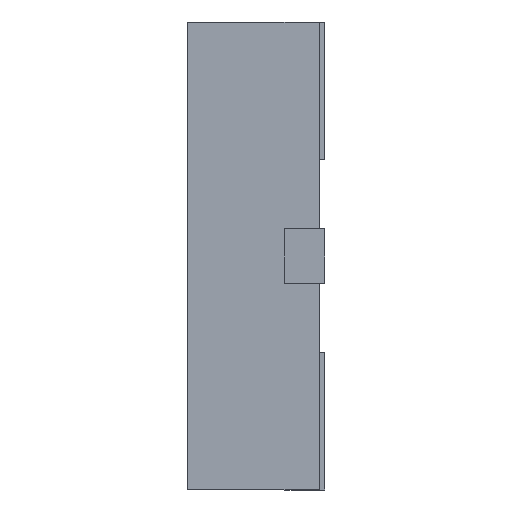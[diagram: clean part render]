
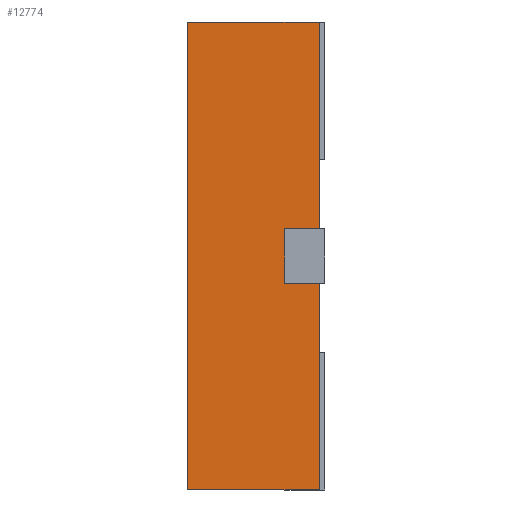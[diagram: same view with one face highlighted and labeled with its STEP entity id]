
A CAD part, left-side view. The second image highlights one B-rep face of the part: STEP entity #12774.
In plain terms, the highlighted planar face has unit normal (-1, 0, 0).
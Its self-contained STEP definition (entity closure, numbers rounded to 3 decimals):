
#75 = DIRECTION ( 'NONE',  ( 0., 1., 0. ) ) ;
#176 = CARTESIAN_POINT ( 'NONE',  ( -1., 0.48, 0.85 ) ) ;
#763 = VECTOR ( 'NONE', #9124, 1000. ) ;
#908 = ORIENTED_EDGE ( 'NONE', *, *, #12734, .T. ) ;
#964 = VERTEX_POINT ( 'NONE', #9770 ) ;
#1006 = VECTOR ( 'NONE', #75, 1000. ) ;
#1230 = VERTEX_POINT ( 'NONE', #10542 ) ;
#1267 = VECTOR ( 'NONE', #8663, 1000. ) ;
#1397 = DIRECTION ( 'NONE',  ( 0., 0., 1. ) ) ;
#1524 = DIRECTION ( 'NONE',  ( 0., 0., 1. ) ) ;
#1546 = EDGE_CURVE ( 'NONE', #964, #8150, #8144, .T. ) ;
#1641 = LINE ( 'NONE', #4662, #1267 ) ;
#1819 = VERTEX_POINT ( 'NONE', #9511 ) ;
#1919 = ORIENTED_EDGE ( 'NONE', *, *, #1546, .T. ) ;
#2348 = LINE ( 'NONE', #176, #8155 ) ;
#2667 = VERTEX_POINT ( 'NONE', #11296 ) ;
#2684 = DIRECTION ( 'NONE',  ( 1., 0., 0. ) ) ;
#3411 = PLANE ( 'NONE',  #7929 ) ;
#3487 = VECTOR ( 'NONE', #6261, 1000. ) ;
#3490 = EDGE_CURVE ( 'NONE', #964, #10496, #2348, .T. ) ;
#3796 = LINE ( 'NONE', #6818, #4020 ) ;
#4020 = VECTOR ( 'NONE', #4057, 1000. ) ;
#4027 = CARTESIAN_POINT ( 'NONE',  ( -1., 0., -0.1 ) ) ;
#4030 = CARTESIAN_POINT ( 'NONE',  ( -1., 0.48, 0.1 ) ) ;
#4057 = DIRECTION ( 'NONE',  ( 0., 0., 1. ) ) ;
#4299 = EDGE_CURVE ( 'NONE', #9917, #2667, #11306, .T. ) ;
#4507 = EDGE_CURVE ( 'NONE', #2667, #1819, #10393, .T. ) ;
#4662 = CARTESIAN_POINT ( 'NONE',  ( -1., 0.48, 0.85 ) ) ;
#5077 = CARTESIAN_POINT ( 'NONE',  ( -1., 0.48, -0.1 ) ) ;
#5121 = CARTESIAN_POINT ( 'NONE',  ( -1., 0.48, -0.85 ) ) ;
#5728 = EDGE_CURVE ( 'NONE', #1230, #9917, #3796, .T. ) ;
#6078 = EDGE_LOOP ( 'NONE', ( #7835, #9043, #11477, #12931, #7480, #1919, #12934, #908 ) ) ;
#6261 = DIRECTION ( 'NONE',  ( 0., -1., 0. ) ) ;
#6377 = VECTOR ( 'NONE', #1524, 1000. ) ;
#6428 = VECTOR ( 'NONE', #1397, 1000. ) ;
#6652 = CARTESIAN_POINT ( 'NONE',  ( -1., 0., 0.85 ) ) ;
#6818 = CARTESIAN_POINT ( 'NONE',  ( -1., 0.125, 0.85 ) ) ;
#6953 = VERTEX_POINT ( 'NONE', #4027 ) ;
#7480 = ORIENTED_EDGE ( 'NONE', *, *, #3490, .F. ) ;
#7508 = LINE ( 'NONE', #9609, #6377 ) ;
#7602 = EDGE_CURVE ( 'NONE', #10496, #1819, #1641, .T. ) ;
#7835 = ORIENTED_EDGE ( 'NONE', *, *, #5728, .T. ) ;
#7929 = AXIS2_PLACEMENT_3D ( 'NONE', #8720, #2684, #10686 ) ;
#8144 = LINE ( 'NONE', #5121, #763 ) ;
#8150 = VERTEX_POINT ( 'NONE', #11065 ) ;
#8155 = VECTOR ( 'NONE', #12381, 1000. ) ;
#8501 = CARTESIAN_POINT ( 'NONE',  ( -1., 0.125, 0.1 ) ) ;
#8663 = DIRECTION ( 'NONE',  ( 0., -1., 0. ) ) ;
#8720 = CARTESIAN_POINT ( 'NONE',  ( -1., 0.48, 0.85 ) ) ;
#9043 = ORIENTED_EDGE ( 'NONE', *, *, #4299, .T. ) ;
#9124 = DIRECTION ( 'NONE',  ( 0., -1., 0. ) ) ;
#9511 = CARTESIAN_POINT ( 'NONE',  ( -1., 0., 0.85 ) ) ;
#9609 = CARTESIAN_POINT ( 'NONE',  ( -1., 0., 0.85 ) ) ;
#9770 = CARTESIAN_POINT ( 'NONE',  ( -1., 0.48, -0.85 ) ) ;
#9917 = VERTEX_POINT ( 'NONE', #8501 ) ;
#10393 = LINE ( 'NONE', #6652, #6428 ) ;
#10496 = VERTEX_POINT ( 'NONE', #11423 ) ;
#10542 = CARTESIAN_POINT ( 'NONE',  ( -1., 0.125, -0.1 ) ) ;
#10686 = DIRECTION ( 'NONE',  ( 0., 0., -1. ) ) ;
#11065 = CARTESIAN_POINT ( 'NONE',  ( -1., 0., -0.85 ) ) ;
#11286 = EDGE_CURVE ( 'NONE', #8150, #6953, #7508, .T. ) ;
#11296 = CARTESIAN_POINT ( 'NONE',  ( -1., 0., 0.1 ) ) ;
#11306 = LINE ( 'NONE', #4030, #3487 ) ;
#11423 = CARTESIAN_POINT ( 'NONE',  ( -1., 0.48, 0.85 ) ) ;
#11477 = ORIENTED_EDGE ( 'NONE', *, *, #4507, .T. ) ;
#12381 = DIRECTION ( 'NONE',  ( 0., 0., 1. ) ) ;
#12397 = FACE_OUTER_BOUND ( 'NONE', #6078, .T. ) ;
#12527 = LINE ( 'NONE', #5077, #1006 ) ;
#12734 = EDGE_CURVE ( 'NONE', #6953, #1230, #12527, .T. ) ;
#12774 = ADVANCED_FACE ( 'NONE', ( #12397 ), #3411, .F. ) ;
#12931 = ORIENTED_EDGE ( 'NONE', *, *, #7602, .F. ) ;
#12934 = ORIENTED_EDGE ( 'NONE', *, *, #11286, .T. ) ;
